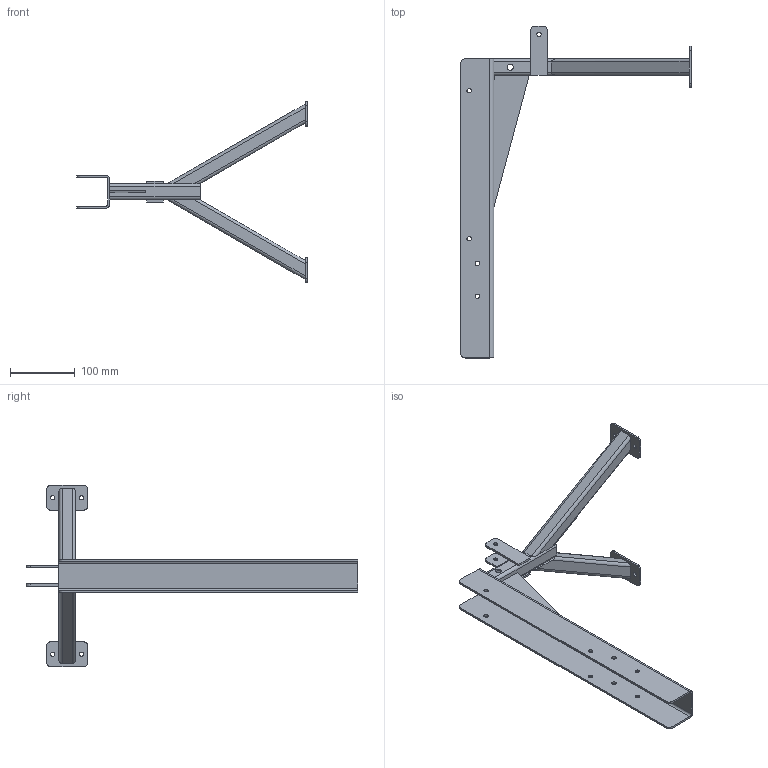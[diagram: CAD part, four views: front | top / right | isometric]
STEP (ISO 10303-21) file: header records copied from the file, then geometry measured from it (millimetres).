
FILE_DESCRIPTION(/* description */ (''),/* implementation_level */ '2;1');
FILE_NAME(/* name */ 'GE-17081_ASM_21_ASM.stp',/* time_stamp */ '2017-01-08T13:40:57-05:00',/* author */ ('jeff1'),/* organization */ (''),/* preprocessor_version */ 'ST-DEVELOPER v16.5',/* originating_system */ 'Autodesk Inventor 2017',/* authorisation */ '');
FILE_SCHEMA (('AUTOMOTIVE_DESIGN { 1 0 10303 214 3 1 1 }'));
Length unit declared in the file: inch
Products named in the file (7): GE-17081_ASM_21_ASM; GE-17081-01_14; GE-17081-02_7; GE-17081-03_6; GE-17081-04_4; GE-17081-05_3; GE-17081-06_3
Assembly tree (9 placements, depth 2):
  GE-17081_ASM_21_ASM
    GE-17081-01_14
    GE-17081-02_7
    GE-17081-03_6  x2
    GE-17081-04_4  x2
    GE-17081-05_3  x2
    GE-17081-06_3
Bounding box: 355.6 x 512.76 x 279.8 mm (x, y, z)
Volume: 388639.5 mm3; surface area: 265385.8 mm2
Topology: 9 solids, 9 shells, 130 faces, 336 edges, 224 vertices
Faces by surface type: plane 70, cylinder 60
Full cylindrical faces by diameter (mm): 6.731 x14, 9.525 x2
Entity records: 3029 total; most frequent: DIRECTION 524, CARTESIAN_POINT 489, ORIENTED_EDGE 448, EDGE_CURVE 224, AXIS2_PLACEMENT_3D 193, VERTEX_POINT 158, LINE 138, VECTOR 138
